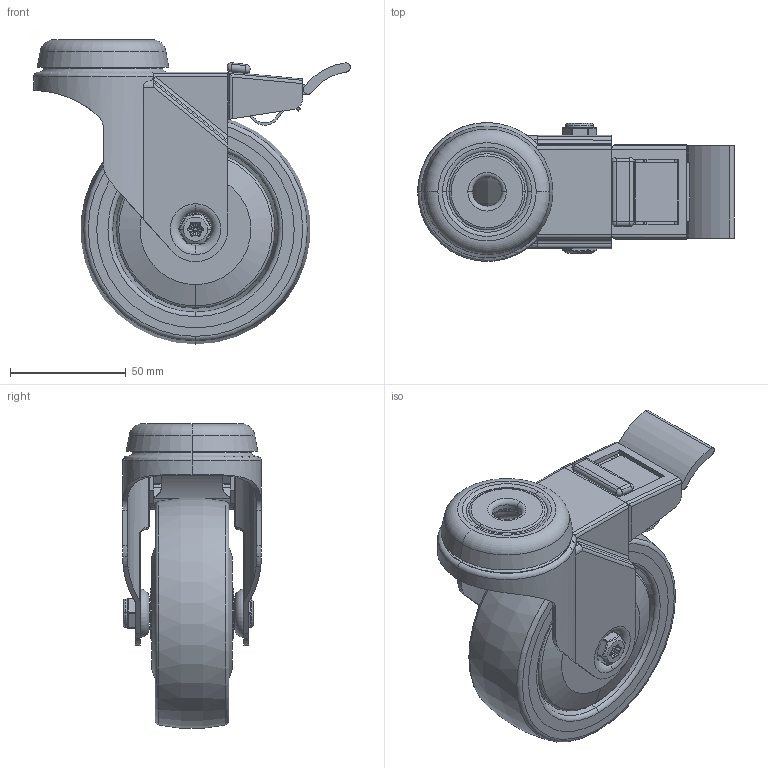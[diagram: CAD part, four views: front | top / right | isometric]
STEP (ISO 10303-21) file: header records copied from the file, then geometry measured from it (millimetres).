
FILE_DESCRIPTION(('STEP AP203'),'1');
FILE_NAME('BZM100GRBJBH12SWB.STEP','2023-06-14T10:02:45',(' '),(' '),'Spatial InterOp 3D',' ',' ');
FILE_SCHEMA(('CONFIG_CONTROL_DESIGN'));
Length unit declared in the file: metre
Products named in the file (24): BZM100ASBH12SWB; ZINC PLATED PRESSED STEEL HEAD; ZINC PLATED PRESSED STEEL FORKS; ZINC PLATED PRESSED STEEL BRAKE; BLACK NYLON BRAKE PEDAL; BRAKE PAD; BZM100GRBJBH12SWB; BZM100WTPRBJM8; THERMOPLASTIC RUBBER TYRE; POLYPROPYLENE RIM; BEARING6202ZZ; METAL; METAL2; Pattern; Component1; MIDDLE; METAL CASE; CAP; BOLTBZM8MM; ZINC PLATED AXLE BOLT; NYLOC NUT; NUT; RUBBER; NYLOCM8Z
Assembly tree (31 placements, depth 5):
  BZM100GRBJBH12SWB
    BZM100ASBH12SWB
      ZINC PLATED PRESSED STEEL HEAD
      ZINC PLATED PRESSED STEEL FORKS
      ZINC PLATED PRESSED STEEL BRAKE
      BLACK NYLON BRAKE PEDAL
      BRAKE PAD
    BZM100WTPRBJM8
      THERMOPLASTIC RUBBER TYRE
      POLYPROPYLENE RIM
      BEARING6202ZZ
        METAL
        METAL2
        Pattern
          Component1  x8
        MIDDLE
        METAL CASE
      CAP  x2
    BOLTBZM8MM
      ZINC PLATED AXLE BOLT
    NYLOCM8Z
      NYLOC NUT
        NUT
        RUBBER
Bounding box: 137 x 60 x 131.82 mm (x, y, z)
Volume: 243429.6 mm3; surface area: 136932.5 mm2
Topology: 25 solids, 25 shells, 916 faces, 2246 edges, 1381 vertices
Faces by surface type: cylinder 363, plane 279, torus 124, sphere 84, cone 38, bspline 26, extrusion 2
Entity records: 36352 total; most frequent: CARTESIAN_POINT 14026, DIRECTION 4872, ORIENTED_EDGE 4188, EDGE_CURVE 2094, AXIS2_PLACEMENT_3D 2061, VERTEX_POINT 1327, CIRCLE 1129, EDGE_LOOP 985
